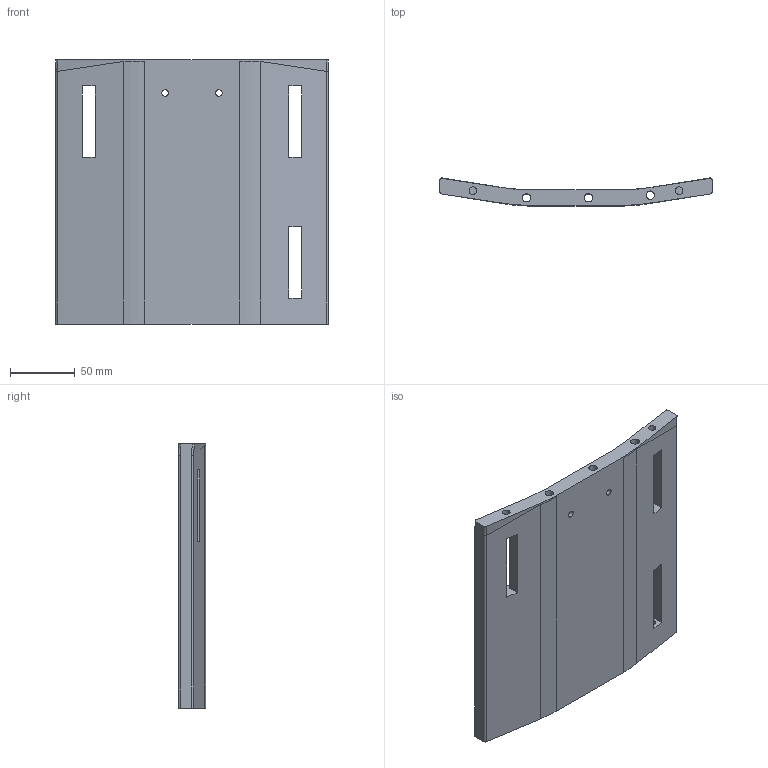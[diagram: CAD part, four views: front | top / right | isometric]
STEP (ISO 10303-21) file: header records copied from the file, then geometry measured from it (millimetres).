
FILE_DESCRIPTION(/* description */ (''),/* implementation_level */ '2;1');
FILE_NAME(/* name */ 'bridge.stp',/* time_stamp */ '2023-11-09T00:32:31-08:00',/* author */ ('devan'),/* organization */ (''),/* preprocessor_version */ 'ST-DEVELOPER v20',/* originating_system */ 'Autodesk Inventor 2024',/* authorisation */ '');
FILE_SCHEMA (('AUTOMOTIVE_DESIGN { 1 0 10303 214 3 1 1 }'));
Length unit declared in the file: inch
Products named in the file (1): 32
Bounding box: 209.55 x 21.25 x 203.2 mm (x, y, z)
Volume: 451782.3 mm3; surface area: 118601.2 mm2
Topology: 1 solids, 1 shells, 66 faces, 170 edges, 110 vertices
Faces by surface type: plane 32, cylinder 20, bspline 12, cone 2
Full cylindrical faces by diameter (mm): 4.5 x1, 5 x2, 5.8 x3, 6.5 x6
Entity records: 2413 total; most frequent: CARTESIAN_POINT 775, ORIENTED_EDGE 340, DIRECTION 290, EDGE_CURVE 170, VERTEX_POINT 110, AXIS2_PLACEMENT_3D 97, LINE 96, VECTOR 96
